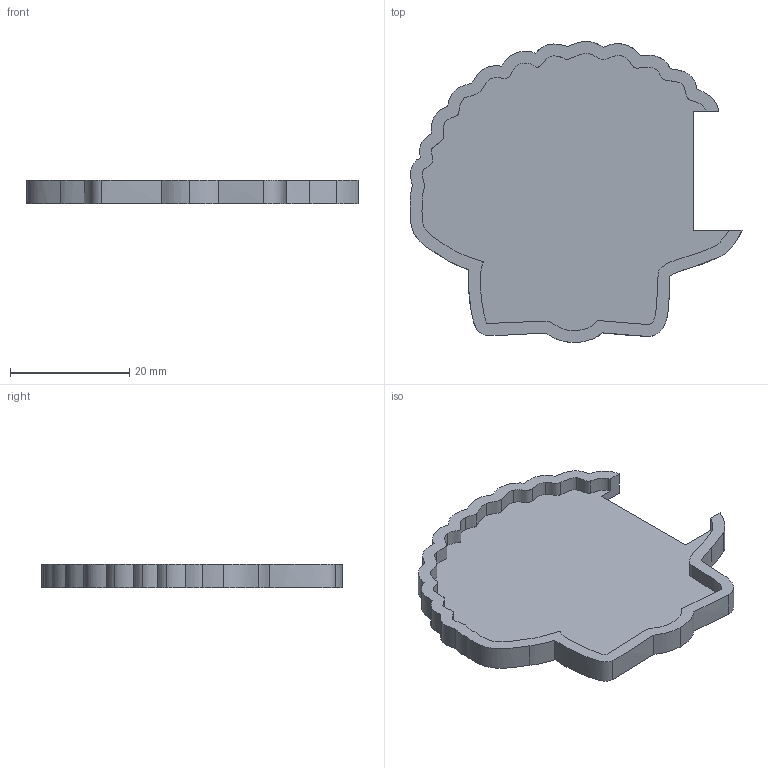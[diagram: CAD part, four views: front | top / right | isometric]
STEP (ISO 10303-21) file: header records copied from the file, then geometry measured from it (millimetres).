
FILE_DESCRIPTION(/* description */ (''),/* implementation_level */ '2;1');
FILE_NAME(/* name */ 'board-case v1.step',/* time_stamp */ '2023-03-06T15:48:54Z',/* author */ (''),/* organization */ (''),/* preprocessor_version */ 'ST-DEVELOPER v19.2',/* originating_system */ 'Autodesk Translation Framework v11.17.0.187',/* authorisation */ '');
FILE_SCHEMA (('AUTOMOTIVE_DESIGN { 1 0 10303 214 3 1 1 }'));
Length unit declared in the file: millimetre
Products named in the file (1): board-case
Bounding box: 55.74 x 50.53 x 4 mm (x, y, z)
Volume: 3765.1 mm3; surface area: 5059.8 mm2
Topology: 1 solids, 1 shells, 81 faces, 237 edges, 158 vertices
Faces by surface type: bspline 75, plane 6
Entity records: 3913 total; most frequent: CARTESIAN_POINT 2325, ORIENTED_EDGE 474, EDGE_CURVE 237, VERTEX_POINT 158, B_SPLINE_CURVE_WITH_KNOTS 121, DIRECTION 97, LINE 83, VECTOR 83
